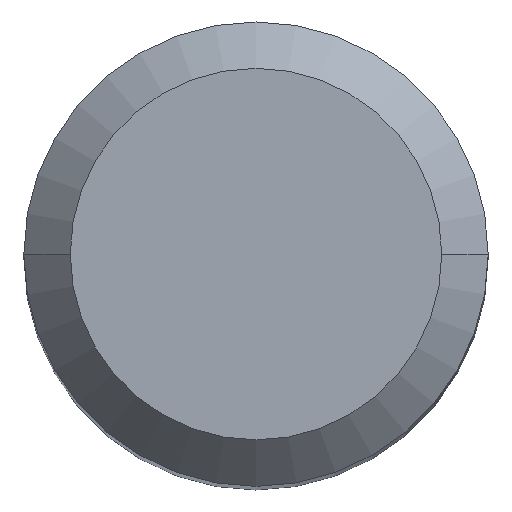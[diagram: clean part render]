
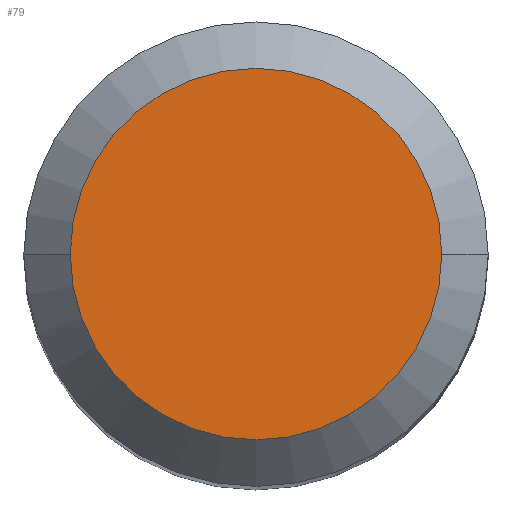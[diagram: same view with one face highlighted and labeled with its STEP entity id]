
A CAD part, top view. The second image highlights one B-rep face of the part: STEP entity #79.
In plain terms, the highlighted planar face has unit normal (0, 0, 1).
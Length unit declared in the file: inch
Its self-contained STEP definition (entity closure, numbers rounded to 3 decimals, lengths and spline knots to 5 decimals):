
#51 = DIRECTION ( 'NONE',  ( 1., 0., 0. ) ) ;
#54 = VERTEX_POINT ( 'NONE', #468 ) ;
#79 = ADVANCED_FACE ( 'NONE', ( #402 ), #258, .F. ) ;
#110 = DIRECTION ( 'NONE',  ( -1., 0., 0. ) ) ;
#117 = AXIS2_PLACEMENT_3D ( 'NONE', #392, #290, #130 ) ;
#130 = DIRECTION ( 'NONE',  ( 1., 0., 0. ) ) ;
#144 = ORIENTED_EDGE ( 'NONE', *, *, #412, .T. ) ;
#147 = EDGE_LOOP ( 'NONE', ( #367, #144 ) ) ;
#154 = CIRCLE ( 'NONE', #117, 0.126 ) ;
#174 = EDGE_CURVE ( 'NONE', #338, #54, #154, .T. ) ;
#213 = CARTESIAN_POINT ( 'NONE',  ( -0.126, 0., 0. ) ) ;
#233 = CARTESIAN_POINT ( 'NONE',  ( 0., 0., 0. ) ) ;
#246 = AXIS2_PLACEMENT_3D ( 'NONE', #233, #364, #51 ) ;
#258 = PLANE ( 'NONE',  #451 ) ;
#290 = DIRECTION ( 'NONE',  ( 0., 0., 1. ) ) ;
#303 = CARTESIAN_POINT ( 'NONE',  ( 0., 0., 0. ) ) ;
#338 = VERTEX_POINT ( 'NONE', #213 ) ;
#352 = CIRCLE ( 'NONE', #246, 0.126 ) ;
#364 = DIRECTION ( 'NONE',  ( 0., 0., 1. ) ) ;
#367 = ORIENTED_EDGE ( 'NONE', *, *, #174, .T. ) ;
#392 = CARTESIAN_POINT ( 'NONE',  ( 0., 0., 0. ) ) ;
#402 = FACE_OUTER_BOUND ( 'NONE', #147, .T. ) ;
#412 = EDGE_CURVE ( 'NONE', #54, #338, #352, .T. ) ;
#447 = DIRECTION ( 'NONE',  ( 0., 0., -1. ) ) ;
#451 = AXIS2_PLACEMENT_3D ( 'NONE', #303, #447, #110 ) ;
#468 = CARTESIAN_POINT ( 'NONE',  ( 0.126, 0., 0. ) ) ;
